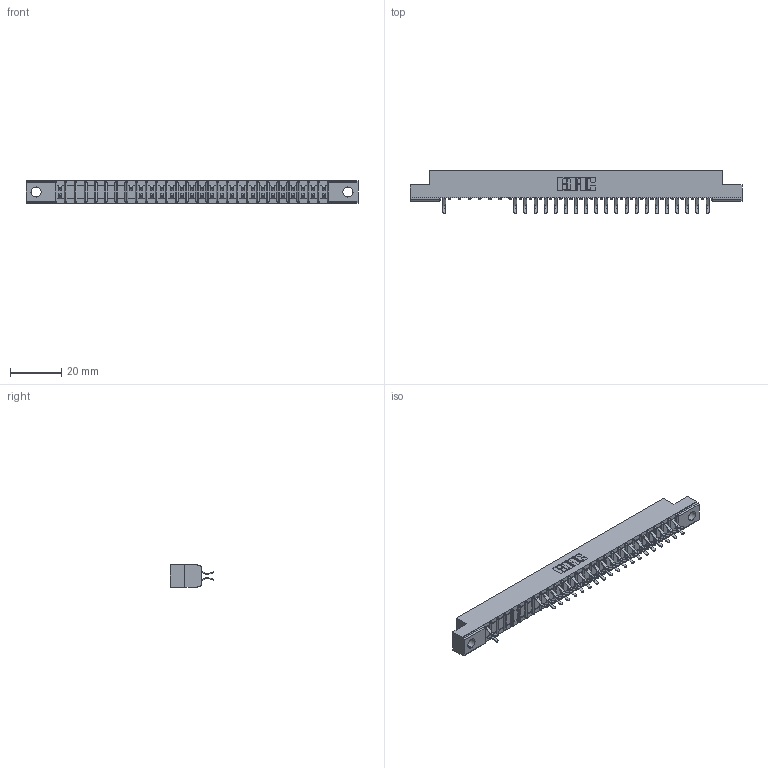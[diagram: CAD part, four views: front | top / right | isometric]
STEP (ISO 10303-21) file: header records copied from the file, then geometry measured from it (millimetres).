
FILE_DESCRIPTION (( 'STEP AP203' ), '1' );
FILE_NAME ('307-054-556-204.STEP', '2018-08-06T06:13:00', ( '' ), ( '' ), 'SwSTEP 2.0', 'SolidWorks 2016', '' );
FILE_SCHEMA (( 'CONFIG_CONTROL_DESIGN' ));
Length unit declared in the file: inch
Products named in the file (3): 307 Part_.156 Dia Mounting Holes; 307-290-001_556; 307-054-556-204
Assembly tree (42 placements, depth 2):
  307-054-556-204
    307 Part_.156 Dia Mounting Holes
    307-290-001_556  x41
Bounding box: 130 x 16.97 x 8.71 mm (x, y, z)
Volume: 8220.9 mm3; surface area: 13634.4 mm2
Topology: 42 solids, 42 shells, 2340 faces, 6597 edges, 4266 vertices
Faces by surface type: plane 1515, cylinder 769, sphere 56
Entity records: 25966 total; most frequent: CARTESIAN_POINT 4312, ORIENTED_EDGE 4282, DIRECTION 4209, EDGE_CURVE 2141, LINE 1643, VECTOR 1643, VERTEX_POINT 1386, AXIS2_PLACEMENT_3D 1283
